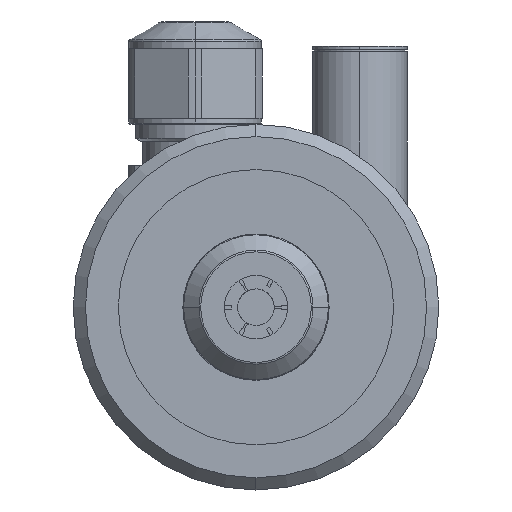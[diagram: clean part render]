
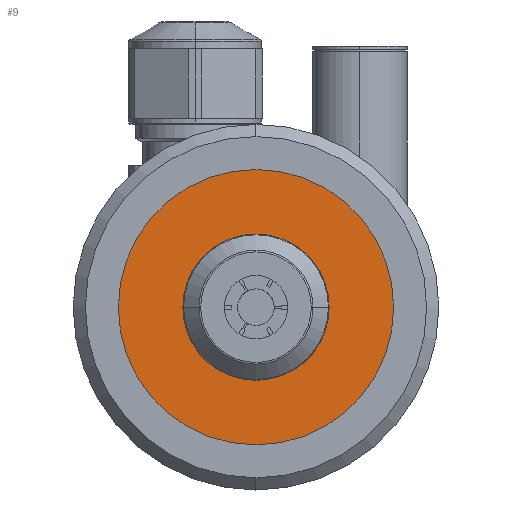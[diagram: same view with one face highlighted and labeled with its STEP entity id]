
A CAD part, left-side view. The second image highlights one B-rep face of the part: STEP entity #9.
In plain terms, the highlighted planar face has unit normal (-1, 0, 0).
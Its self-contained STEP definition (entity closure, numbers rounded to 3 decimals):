
#9 = ADVANCED_FACE ( 'NONE', ( #1757, #1755 ), #6780, .T. ) ;
#188 = CARTESIAN_POINT ( 'NONE',  ( -27., 0., 0. ) ) ;
#189 = DIRECTION ( 'NONE',  ( -1., 0., 0. ) ) ;
#190 = DIRECTION ( 'NONE',  ( 0., 0., 1. ) ) ;
#195 = CARTESIAN_POINT ( 'NONE',  ( -27., 0., 0. ) ) ;
#196 = DIRECTION ( 'NONE',  ( -1., 0., 0. ) ) ;
#197 = DIRECTION ( 'NONE',  ( 0., 0., 1. ) ) ;
#624 = EDGE_CURVE ( 'NONE', #2785, #2613, #4972, .T. ) ;
#626 = EDGE_CURVE ( 'NONE', #2730, #2611, #4976, .T. ) ;
#638 = EDGE_CURVE ( 'NONE', #2611, #2730, #4979, .T. ) ;
#641 = EDGE_CURVE ( 'NONE', #2613, #2785, #4860, .T. ) ;
#1222 = AXIS2_PLACEMENT_3D ( 'NONE', #195, #196, #197 ) ;
#1225 = AXIS2_PLACEMENT_3D ( 'NONE', #3158, #3159, #3160 ) ;
#1239 = AXIS2_PLACEMENT_3D ( 'NONE', #3151, #3152, #3153 ) ;
#1279 = AXIS2_PLACEMENT_3D ( 'NONE', #188, #189, #190 ) ;
#1394 = AXIS2_PLACEMENT_3D ( 'NONE', #6783, #6784, #6789 ) ;
#1749 = EDGE_LOOP ( 'NONE', ( #6037, #6177 ) ) ;
#1755 = FACE_BOUND ( 'NONE', #1749, .T. ) ;
#1757 = FACE_OUTER_BOUND ( 'NONE', #1825, .T. ) ;
#1825 = EDGE_LOOP ( 'NONE', ( #6061, #6107 ) ) ;
#2611 = VERTEX_POINT ( 'NONE', #3369 ) ;
#2613 = VERTEX_POINT ( 'NONE', #3372 ) ;
#2730 = VERTEX_POINT ( 'NONE', #3590 ) ;
#2785 = VERTEX_POINT ( 'NONE', #3692 ) ;
#3151 = CARTESIAN_POINT ( 'NONE',  ( -27., 0., 0. ) ) ;
#3152 = DIRECTION ( 'NONE',  ( -1., 0., 0. ) ) ;
#3153 = DIRECTION ( 'NONE',  ( 0., 0., 1. ) ) ;
#3158 = CARTESIAN_POINT ( 'NONE',  ( -27., 0., 0. ) ) ;
#3159 = DIRECTION ( 'NONE',  ( -1., 0., 0. ) ) ;
#3160 = DIRECTION ( 'NONE',  ( 0., 0., 1. ) ) ;
#3369 = CARTESIAN_POINT ( 'NONE',  ( -27., 0., -5.3 ) ) ;
#3372 = CARTESIAN_POINT ( 'NONE',  ( -27., 0., 11.3 ) ) ;
#3590 = CARTESIAN_POINT ( 'NONE',  ( -27., 0., 5.3 ) ) ;
#3692 = CARTESIAN_POINT ( 'NONE',  ( -27., 0., -11.3 ) ) ;
#4860 = CIRCLE ( 'NONE', #1222, 11.3 ) ;
#4972 = CIRCLE ( 'NONE', #1239, 11.3 ) ;
#4976 = CIRCLE ( 'NONE', #1225, 5.3 ) ;
#4979 = CIRCLE ( 'NONE', #1279, 5.3 ) ;
#6037 = ORIENTED_EDGE ( 'NONE', *, *, #638, .F. ) ;
#6061 = ORIENTED_EDGE ( 'NONE', *, *, #624, .T. ) ;
#6107 = ORIENTED_EDGE ( 'NONE', *, *, #641, .T. ) ;
#6177 = ORIENTED_EDGE ( 'NONE', *, *, #626, .F. ) ;
#6780 = PLANE ( 'NONE',  #1394 ) ;
#6783 = CARTESIAN_POINT ( 'NONE',  ( -27., 0., 0. ) ) ;
#6784 = DIRECTION ( 'NONE',  ( -1., 0., 0. ) ) ;
#6789 = DIRECTION ( 'NONE',  ( 0., 0., 1. ) ) ;
